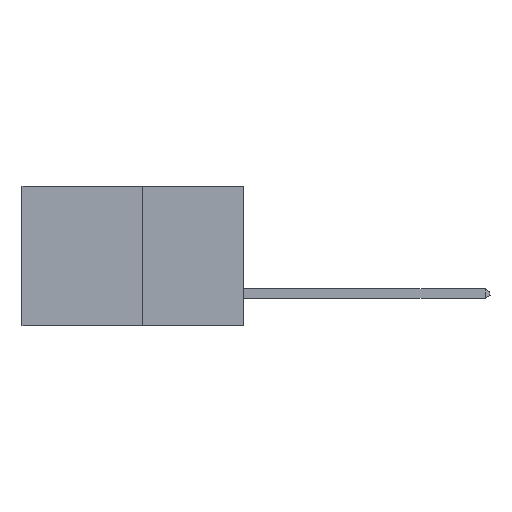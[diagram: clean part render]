
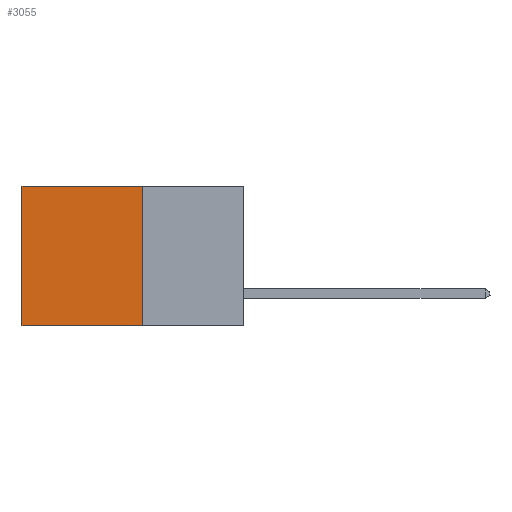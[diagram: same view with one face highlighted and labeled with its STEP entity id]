
A CAD part, left-side view. The second image highlights one B-rep face of the part: STEP entity #3055.
In plain terms, the highlighted planar face has unit normal (-1, 0, 0).
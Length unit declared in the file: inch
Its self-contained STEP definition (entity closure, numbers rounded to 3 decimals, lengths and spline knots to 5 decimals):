
#9 = VECTOR ( 'NONE', #5040, 39.37008 ) ;
#692 = LINE ( 'NONE', #8066, #9 ) ;
#723 = VERTEX_POINT ( 'NONE', #2267 ) ;
#960 = AXIS2_PLACEMENT_3D ( 'NONE', #1500, #4479, #1122 ) ;
#1122 = DIRECTION ( 'NONE',  ( 0., 0., -1. ) ) ;
#1247 = ORIENTED_EDGE ( 'NONE', *, *, #3039, .T. ) ;
#1435 = EDGE_LOOP ( 'NONE', ( #1247, #4279, #1474, #4335 ) ) ;
#1474 = ORIENTED_EDGE ( 'NONE', *, *, #6750, .F. ) ;
#1500 = CARTESIAN_POINT ( 'NONE',  ( 0.277, 0.27, -0.37 ) ) ;
#2267 = CARTESIAN_POINT ( 'NONE',  ( 0.277, 0.27, -0.37 ) ) ;
#2678 = LINE ( 'NONE', #3956, #6034 ) ;
#3037 = VECTOR ( 'NONE', #6370, 39.37008 ) ;
#3039 = EDGE_CURVE ( 'NONE', #4951, #6988, #8381, .T. ) ;
#3055 = ADVANCED_FACE ( 'NONE', ( #7788 ), #6003, .F. ) ;
#3347 = EDGE_CURVE ( 'NONE', #723, #6988, #2678, .T. ) ;
#3948 = CARTESIAN_POINT ( 'NONE',  ( 0.277, 0.27, -0.37 ) ) ;
#3956 = CARTESIAN_POINT ( 'NONE',  ( 0.277, 0.27, -0.37 ) ) ;
#4279 = ORIENTED_EDGE ( 'NONE', *, *, #3347, .F. ) ;
#4335 = ORIENTED_EDGE ( 'NONE', *, *, #4820, .T. ) ;
#4413 = DIRECTION ( 'NONE',  ( 0., 1., 0. ) ) ;
#4479 = DIRECTION ( 'NONE',  ( 1., 0., 0. ) ) ;
#4622 = VECTOR ( 'NONE', #7284, 39.37008 ) ;
#4820 = EDGE_CURVE ( 'NONE', #8221, #4951, #692, .T. ) ;
#4951 = VERTEX_POINT ( 'NONE', #5234 ) ;
#5040 = DIRECTION ( 'NONE',  ( 0., 1., 0. ) ) ;
#5234 = CARTESIAN_POINT ( 'NONE',  ( 0.277, 0.59, 0. ) ) ;
#5353 = CARTESIAN_POINT ( 'NONE',  ( 0.277, 0.27, 0. ) ) ;
#6003 = PLANE ( 'NONE',  #960 ) ;
#6034 = VECTOR ( 'NONE', #4413, 39.37008 ) ;
#6370 = DIRECTION ( 'NONE',  ( 0., 0., -1. ) ) ;
#6718 = LINE ( 'NONE', #3948, #3037 ) ;
#6750 = EDGE_CURVE ( 'NONE', #8221, #723, #6718, .T. ) ;
#6756 = CARTESIAN_POINT ( 'NONE',  ( 0.277, 0.59, -0.37 ) ) ;
#6988 = VERTEX_POINT ( 'NONE', #8326 ) ;
#7284 = DIRECTION ( 'NONE',  ( 0., 0., -1. ) ) ;
#7788 = FACE_OUTER_BOUND ( 'NONE', #1435, .T. ) ;
#8066 = CARTESIAN_POINT ( 'NONE',  ( 0.277, 0.27, 0. ) ) ;
#8221 = VERTEX_POINT ( 'NONE', #5353 ) ;
#8326 = CARTESIAN_POINT ( 'NONE',  ( 0.277, 0.59, -0.37 ) ) ;
#8381 = LINE ( 'NONE', #6756, #4622 ) ;
